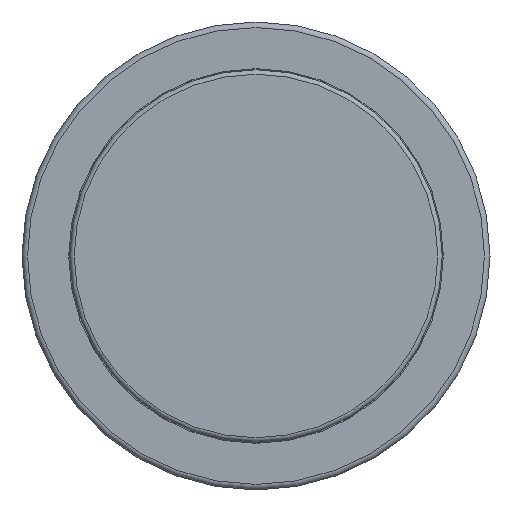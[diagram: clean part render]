
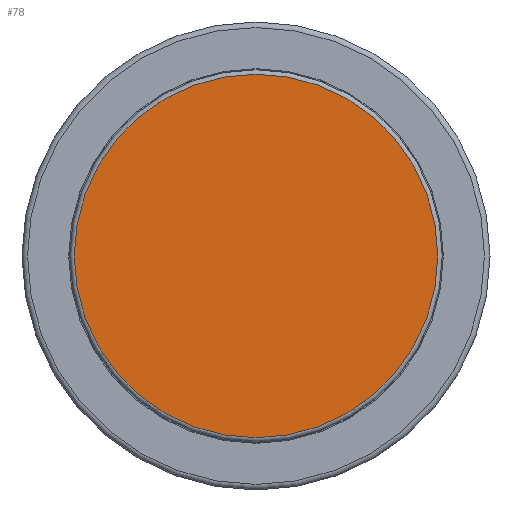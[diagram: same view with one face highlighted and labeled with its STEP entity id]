
A CAD part, top view. The second image highlights one B-rep face of the part: STEP entity #78.
In plain terms, the highlighted planar face has unit normal (0, 0, 1).
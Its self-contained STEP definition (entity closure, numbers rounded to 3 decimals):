
#78 = ADVANCED_FACE( '', ( #171 ), #172, .F. );
#171 = FACE_OUTER_BOUND( '', #265, .T. );
#172 = PLANE( '', #266 );
#265 = EDGE_LOOP( '', ( #385 ) );
#266 = AXIS2_PLACEMENT_3D( '', #386, #387, #388 );
#385 = ORIENTED_EDGE( '', *, *, #431, .T. );
#386 = CARTESIAN_POINT( '', ( 0., 8.35, 0. ) );
#387 = DIRECTION( '', ( 0., 0., -1. ) );
#388 = DIRECTION( '', ( -1., 0., 0. ) );
#431 = EDGE_CURVE( '', #481, #481, #482, .F. );
#481 = VERTEX_POINT( '', #543 );
#482 = CIRCLE( '', #544, 8.15 );
#543 = CARTESIAN_POINT( '', ( -8.15, 0., 0. ) );
#544 = AXIS2_PLACEMENT_3D( '', #608, #609, #610 );
#608 = CARTESIAN_POINT( '', ( 0., 0., 0. ) );
#609 = DIRECTION( '', ( 0., 0., -1. ) );
#610 = DIRECTION( '', ( -1., 0., 0. ) );
